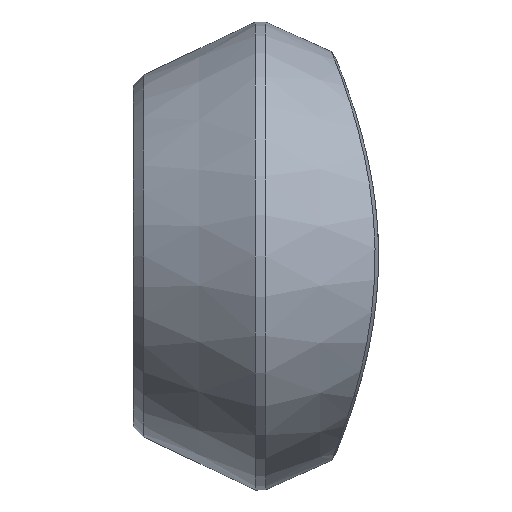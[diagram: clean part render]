
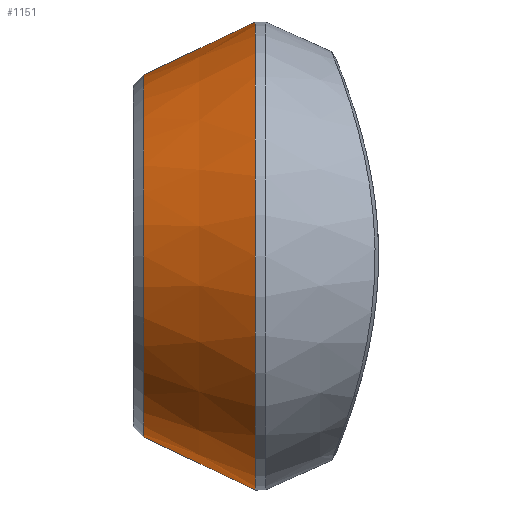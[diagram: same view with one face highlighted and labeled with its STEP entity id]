
A CAD part, left-side view. The second image highlights one B-rep face of the part: STEP entity #1151.
In plain terms, the highlighted conical face has half-angle 25.45 degrees and reference radius 34.074 mm.
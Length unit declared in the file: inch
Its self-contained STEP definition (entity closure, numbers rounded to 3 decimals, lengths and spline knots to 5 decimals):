
#114 = ORIENTED_EDGE ( 'NONE', *, *, #849, .F. ) ;
#138 = EDGE_CURVE ( 'NONE', #631, #904, #1380, .T. ) ;
#141 = CONICAL_SURFACE ( 'NONE', #963, 1.3415, 0.444 ) ;
#237 = CIRCLE ( 'NONE', #605, 1.73438 ) ;
#295 = VERTEX_POINT ( 'NONE', #430 ) ;
#312 = VERTEX_POINT ( 'NONE', #1439 ) ;
#315 = DIRECTION ( 'NONE',  ( 0., 0., -1. ) ) ;
#324 = AXIS2_PLACEMENT_3D ( 'NONE', #510, #1414, #883 ) ;
#382 = DIRECTION ( 'NONE',  ( 0., -0.903, 0.43 ) ) ;
#415 = CARTESIAN_POINT ( 'NONE',  ( 0., 4.203, 1.3415 ) ) ;
#416 = FACE_OUTER_BOUND ( 'NONE', #1085, .T. ) ;
#430 = CARTESIAN_POINT ( 'NONE',  ( 0., 3.37745, -1.73438 ) ) ;
#510 = CARTESIAN_POINT ( 'NONE',  ( 0., 4.203, 0. ) ) ;
#539 = DIRECTION ( 'NONE',  ( 0., -1., 0. ) ) ;
#544 = DIRECTION ( 'NONE',  ( 0., -1., 0. ) ) ;
#573 = CARTESIAN_POINT ( 'NONE',  ( 0., 3.37745, 0. ) ) ;
#596 = VECTOR ( 'NONE', #382, 39.37008 ) ;
#605 = AXIS2_PLACEMENT_3D ( 'NONE', #573, #544, #315 ) ;
#631 = VERTEX_POINT ( 'NONE', #415 ) ;
#747 = EDGE_CURVE ( 'NONE', #312, #295, #1215, .T. ) ;
#775 = CARTESIAN_POINT ( 'NONE',  ( 0., 3.37745, 1.73438 ) ) ;
#800 = ORIENTED_EDGE ( 'NONE', *, *, #1186, .T. ) ;
#849 = EDGE_CURVE ( 'NONE', #904, #295, #237, .T. ) ;
#870 = ORIENTED_EDGE ( 'NONE', *, *, #138, .F. ) ;
#883 = DIRECTION ( 'NONE',  ( 0., 0., -1. ) ) ;
#904 = VERTEX_POINT ( 'NONE', #775 ) ;
#963 = AXIS2_PLACEMENT_3D ( 'NONE', #1102, #539, #996 ) ;
#964 = CARTESIAN_POINT ( 'NONE',  ( 0., 4.203, -1.3415 ) ) ;
#996 = DIRECTION ( 'NONE',  ( 0., 0., -1. ) ) ;
#1085 = EDGE_LOOP ( 'NONE', ( #870, #800, #1119, #114 ) ) ;
#1102 = CARTESIAN_POINT ( 'NONE',  ( 0., 4.203, 0. ) ) ;
#1109 = CIRCLE ( 'NONE', #324, 1.3415 ) ;
#1119 = ORIENTED_EDGE ( 'NONE', *, *, #747, .T. ) ;
#1151 = ADVANCED_FACE ( 'NONE', ( #416 ), #141, .T. ) ;
#1186 = EDGE_CURVE ( 'NONE', #631, #312, #1109, .T. ) ;
#1215 = LINE ( 'NONE', #964, #1379 ) ;
#1322 = DIRECTION ( 'NONE',  ( 0., -0.903, -0.43 ) ) ;
#1379 = VECTOR ( 'NONE', #1322, 39.37008 ) ;
#1380 = LINE ( 'NONE', #1401, #596 ) ;
#1401 = CARTESIAN_POINT ( 'NONE',  ( 0., 4.203, 1.3415 ) ) ;
#1414 = DIRECTION ( 'NONE',  ( 0., -1., 0. ) ) ;
#1439 = CARTESIAN_POINT ( 'NONE',  ( 0., 4.203, -1.3415 ) ) ;
